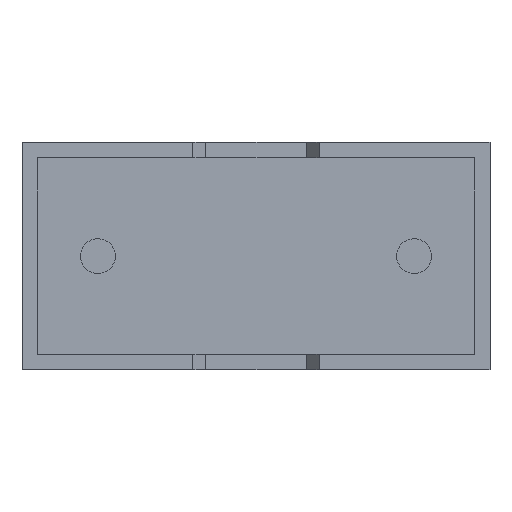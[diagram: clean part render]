
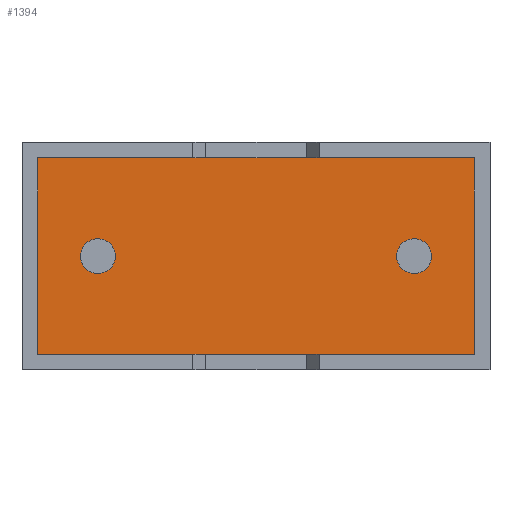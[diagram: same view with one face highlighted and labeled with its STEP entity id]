
A CAD part, front view. The second image highlights one B-rep face of the part: STEP entity #1394.
In plain terms, the highlighted planar face has unit normal (0, -1, 0).
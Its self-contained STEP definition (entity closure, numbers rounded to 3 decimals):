
#32 = VECTOR ( 'NONE', #2255, 1000. ) ;
#115 = DIRECTION ( 'NONE',  ( 0., -1., 0. ) ) ;
#146 = ORIENTED_EDGE ( 'NONE', *, *, #2846, .T. ) ;
#162 = CARTESIAN_POINT ( 'NONE',  ( 1.2, 0.75, 1.8 ) ) ;
#218 = AXIS2_PLACEMENT_3D ( 'NONE', #2242, #115, #1039 ) ;
#282 = DIRECTION ( 'NONE',  ( 0., 0., -1. ) ) ;
#384 = CARTESIAN_POINT ( 'NONE',  ( 7.153, 0.75, 3.353 ) ) ;
#414 = CARTESIAN_POINT ( 'NONE',  ( 0.247, 0.75, 0.247 ) ) ;
#435 = EDGE_LOOP ( 'NONE', ( #2049, #1106 ) ) ;
#442 = CARTESIAN_POINT ( 'NONE',  ( 0.247, 0.75, 3.353 ) ) ;
#488 = ORIENTED_EDGE ( 'NONE', *, *, #1776, .T. ) ;
#492 = AXIS2_PLACEMENT_3D ( 'NONE', #2482, #886, #1090 ) ;
#532 = CIRCLE ( 'NONE', #1748, 0.275 ) ;
#565 = VERTEX_POINT ( 'NONE', #1434 ) ;
#632 = DIRECTION ( 'NONE',  ( 0., 0., -1. ) ) ;
#639 = DIRECTION ( 'NONE',  ( 0., 0., -1. ) ) ;
#684 = CARTESIAN_POINT ( 'NONE',  ( 1.2, 0.75, 2.075 ) ) ;
#746 = CARTESIAN_POINT ( 'NONE',  ( 6.2, 0.75, 2.075 ) ) ;
#886 = DIRECTION ( 'NONE',  ( 0., -1., 0. ) ) ;
#887 = AXIS2_PLACEMENT_3D ( 'NONE', #1344, #2276, #639 ) ;
#945 = VECTOR ( 'NONE', #1578, 1000. ) ;
#1039 = DIRECTION ( 'NONE',  ( 0., 0., -1. ) ) ;
#1058 = EDGE_CURVE ( 'NONE', #2019, #1308, #532, .T. ) ;
#1088 = ORIENTED_EDGE ( 'NONE', *, *, #1058, .F. ) ;
#1090 = DIRECTION ( 'NONE',  ( 0., 0., -1. ) ) ;
#1106 = ORIENTED_EDGE ( 'NONE', *, *, #1762, .F. ) ;
#1132 = CARTESIAN_POINT ( 'NONE',  ( 7.153, 0.75, 0.247 ) ) ;
#1147 = LINE ( 'NONE', #414, #2716 ) ;
#1150 = VECTOR ( 'NONE', #1362, 1000. ) ;
#1153 = CIRCLE ( 'NONE', #492, 0.275 ) ;
#1215 = EDGE_CURVE ( 'NONE', #2954, #2432, #1153, .T. ) ;
#1238 = ORIENTED_EDGE ( 'NONE', *, *, #3030, .T. ) ;
#1308 = VERTEX_POINT ( 'NONE', #2324 ) ;
#1344 = CARTESIAN_POINT ( 'NONE',  ( 6.2, 0.75, 1.8 ) ) ;
#1362 = DIRECTION ( 'NONE',  ( 0., 0., 1. ) ) ;
#1386 = DIRECTION ( 'NONE',  ( 1., 0., 0. ) ) ;
#1394 = ADVANCED_FACE ( 'NONE', ( #1571, #2792, #2685 ), #2426, .T. ) ;
#1434 = CARTESIAN_POINT ( 'NONE',  ( 7.153, 0.75, 3.353 ) ) ;
#1444 = EDGE_CURVE ( 'NONE', #1981, #565, #1755, .T. ) ;
#1468 = VERTEX_POINT ( 'NONE', #2484 ) ;
#1554 = LINE ( 'NONE', #2016, #945 ) ;
#1568 = CARTESIAN_POINT ( 'NONE',  ( 7.153, 0.75, 0.247 ) ) ;
#1571 = FACE_BOUND ( 'NONE', #2599, .T. ) ;
#1578 = DIRECTION ( 'NONE',  ( 0., 0., -1. ) ) ;
#1684 = DIRECTION ( 'NONE',  ( 0., -1., 0. ) ) ;
#1748 = AXIS2_PLACEMENT_3D ( 'NONE', #1880, #1684, #282 ) ;
#1755 = LINE ( 'NONE', #1132, #1150 ) ;
#1762 = EDGE_CURVE ( 'NONE', #2432, #2954, #2604, .T. ) ;
#1776 = EDGE_CURVE ( 'NONE', #1468, #1981, #1147, .T. ) ;
#1798 = VERTEX_POINT ( 'NONE', #442 ) ;
#1865 = AXIS2_PLACEMENT_3D ( 'NONE', #162, #2986, #632 ) ;
#1880 = CARTESIAN_POINT ( 'NONE',  ( 6.2, 0.75, 1.8 ) ) ;
#1967 = EDGE_CURVE ( 'NONE', #1308, #2019, #2272, .T. ) ;
#1981 = VERTEX_POINT ( 'NONE', #1568 ) ;
#2016 = CARTESIAN_POINT ( 'NONE',  ( 0.247, 0.75, 3.353 ) ) ;
#2019 = VERTEX_POINT ( 'NONE', #746 ) ;
#2049 = ORIENTED_EDGE ( 'NONE', *, *, #1215, .F. ) ;
#2171 = CARTESIAN_POINT ( 'NONE',  ( 1.2, 0.75, 1.525 ) ) ;
#2227 = LINE ( 'NONE', #384, #32 ) ;
#2242 = CARTESIAN_POINT ( 'NONE',  ( 0., 0.75, 0. ) ) ;
#2255 = DIRECTION ( 'NONE',  ( -1., 0., 0. ) ) ;
#2272 = CIRCLE ( 'NONE', #887, 0.275 ) ;
#2276 = DIRECTION ( 'NONE',  ( 0., -1., 0. ) ) ;
#2324 = CARTESIAN_POINT ( 'NONE',  ( 6.2, 0.75, 1.525 ) ) ;
#2376 = ORIENTED_EDGE ( 'NONE', *, *, #1967, .F. ) ;
#2426 = PLANE ( 'NONE',  #218 ) ;
#2432 = VERTEX_POINT ( 'NONE', #2171 ) ;
#2482 = CARTESIAN_POINT ( 'NONE',  ( 1.2, 0.75, 1.8 ) ) ;
#2484 = CARTESIAN_POINT ( 'NONE',  ( 0.247, 0.75, 0.247 ) ) ;
#2547 = ORIENTED_EDGE ( 'NONE', *, *, #1444, .T. ) ;
#2599 = EDGE_LOOP ( 'NONE', ( #1088, #2376 ) ) ;
#2604 = CIRCLE ( 'NONE', #1865, 0.275 ) ;
#2685 = FACE_BOUND ( 'NONE', #435, .T. ) ;
#2716 = VECTOR ( 'NONE', #1386, 1000. ) ;
#2792 = FACE_OUTER_BOUND ( 'NONE', #2796, .T. ) ;
#2796 = EDGE_LOOP ( 'NONE', ( #1238, #488, #2547, #146 ) ) ;
#2846 = EDGE_CURVE ( 'NONE', #565, #1798, #2227, .T. ) ;
#2954 = VERTEX_POINT ( 'NONE', #684 ) ;
#2986 = DIRECTION ( 'NONE',  ( 0., -1., 0. ) ) ;
#3030 = EDGE_CURVE ( 'NONE', #1798, #1468, #1554, .T. ) ;
